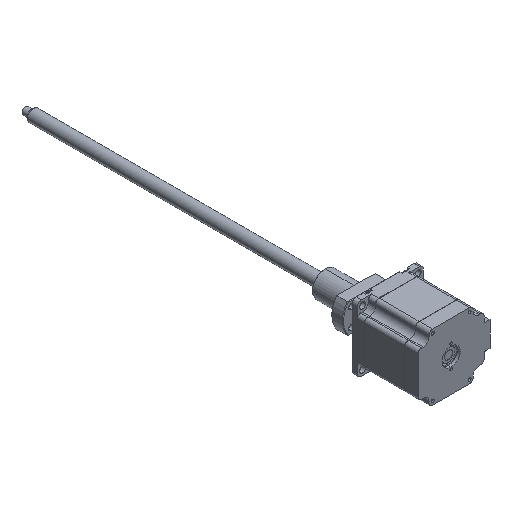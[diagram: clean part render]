
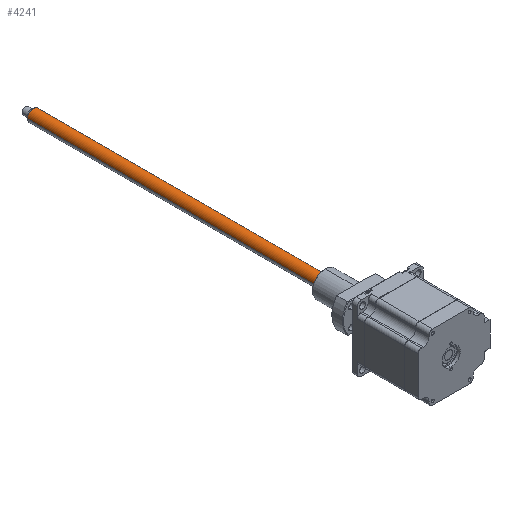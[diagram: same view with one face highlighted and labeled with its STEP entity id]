
A CAD part, isometric view. The second image highlights one B-rep face of the part: STEP entity #4241.
In plain terms, the highlighted cylindrical face has radius 5 mm (diameter 10 mm), a partial arc.
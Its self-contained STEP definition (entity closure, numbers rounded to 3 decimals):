
#180 = DIRECTION ( 'NONE',  ( 0., -1., 0. ) ) ;
#1386 = CARTESIAN_POINT ( 'NONE',  ( -11.379, 284.328, 63.632 ) ) ;
#2851 = CARTESIAN_POINT ( 'NONE',  ( -16.379, -15.672, 63.65 ) ) ;
#3623 = LINE ( 'NONE', #1386, #31150 ) ;
#4241 = ADVANCED_FACE ( 'NONE', ( #40854 ), #22900, .T. ) ;
#4453 = CIRCLE ( 'NONE', #54639, 5. ) ;
#6278 = EDGE_CURVE ( 'NONE', #13445, #39236, #3623, .T. ) ;
#8624 = ORIENTED_EDGE ( 'NONE', *, *, #6278, .F. ) ;
#9405 = ORIENTED_EDGE ( 'NONE', *, *, #29717, .T. ) ;
#10783 = VERTEX_POINT ( 'NONE', #52183 ) ;
#10841 = VERTEX_POINT ( 'NONE', #12707 ) ;
#11706 = DIRECTION ( 'NONE',  ( -1., 0., 0.004 ) ) ;
#12641 = ORIENTED_EDGE ( 'NONE', *, *, #39384, .F. ) ;
#12707 = CARTESIAN_POINT ( 'NONE',  ( -21.379, -15.672, 63.668 ) ) ;
#13445 = VERTEX_POINT ( 'NONE', #20609 ) ;
#17214 = AXIS2_PLACEMENT_3D ( 'NONE', #31579, #40471, #35270 ) ;
#19275 = DIRECTION ( 'NONE',  ( 0., -1., 0. ) ) ;
#20609 = CARTESIAN_POINT ( 'NONE',  ( -11.379, 283.328, 63.632 ) ) ;
#22900 = CYLINDRICAL_SURFACE ( 'NONE', #17214, 5. ) ;
#23336 = CARTESIAN_POINT ( 'NONE',  ( -16.379, 283.328, 63.65 ) ) ;
#23683 = ORIENTED_EDGE ( 'NONE', *, *, #41364, .T. ) ;
#24401 = CARTESIAN_POINT ( 'NONE',  ( -11.379, -15.672, 63.632 ) ) ;
#29717 = EDGE_CURVE ( 'NONE', #13445, #10783, #4453, .T. ) ;
#31150 = VECTOR ( 'NONE', #32742, 1000. ) ;
#31579 = CARTESIAN_POINT ( 'NONE',  ( -16.379, 284.328, 63.65 ) ) ;
#32189 = VECTOR ( 'NONE', #180, 1000. ) ;
#32742 = DIRECTION ( 'NONE',  ( 0., -1., 0. ) ) ;
#35270 = DIRECTION ( 'NONE',  ( -1., 0., 0.004 ) ) ;
#38077 = DIRECTION ( 'NONE',  ( 0., -1., 0. ) ) ;
#39236 = VERTEX_POINT ( 'NONE', #24401 ) ;
#39384 = EDGE_CURVE ( 'NONE', #39236, #10841, #42895, .T. ) ;
#40471 = DIRECTION ( 'NONE',  ( 0., -1., 0. ) ) ;
#40854 = FACE_OUTER_BOUND ( 'NONE', #50154, .T. ) ;
#41364 = EDGE_CURVE ( 'NONE', #10783, #10841, #45305, .T. ) ;
#42895 = CIRCLE ( 'NONE', #47009, 5. ) ;
#45305 = LINE ( 'NONE', #53310, #32189 ) ;
#47009 = AXIS2_PLACEMENT_3D ( 'NONE', #2851, #38077, #11706 ) ;
#50154 = EDGE_LOOP ( 'NONE', ( #8624, #9405, #23683, #12641 ) ) ;
#52183 = CARTESIAN_POINT ( 'NONE',  ( -21.379, 283.328, 63.668 ) ) ;
#53310 = CARTESIAN_POINT ( 'NONE',  ( -21.379, 284.328, 63.668 ) ) ;
#54165 = DIRECTION ( 'NONE',  ( 1., 0., -0.004 ) ) ;
#54639 = AXIS2_PLACEMENT_3D ( 'NONE', #23336, #19275, #54165 ) ;
